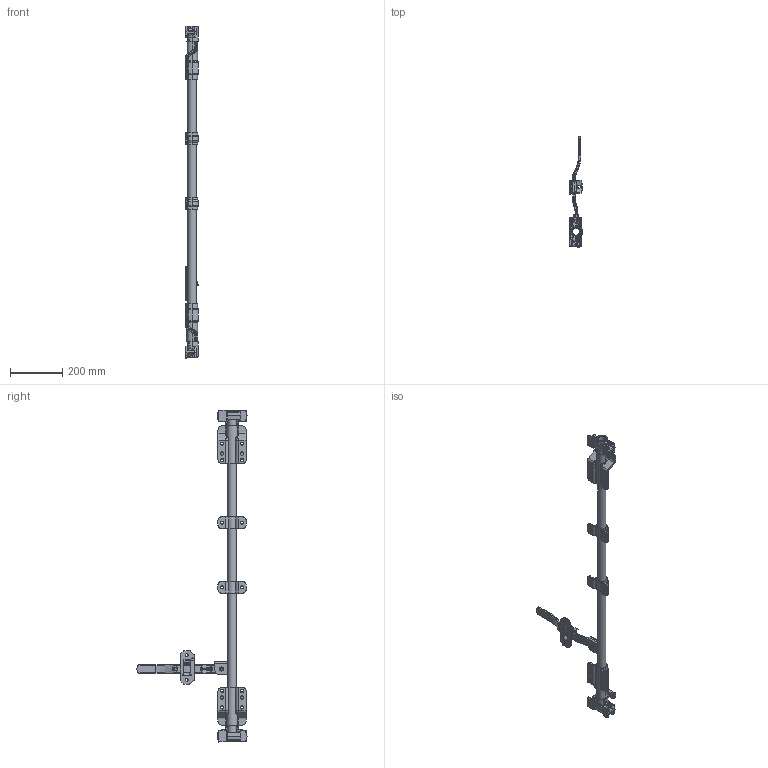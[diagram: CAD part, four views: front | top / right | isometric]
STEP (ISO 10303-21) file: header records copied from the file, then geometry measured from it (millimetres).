
FILE_DESCRIPTION(/* description */ ('CAM DOOR LOCK KIT'),/* implementation_level */ '2;1');
FILE_NAME(/* name */ '1969-R ROD 1969-P24.stp',/* time_stamp */ '2023-11-29T10:14:45-05:00',/* author */ ('dtinay'),/* organization */ ('Eberhard Manufacturing Company'),/* preprocessor_version */ 'ST-DEVELOPER v20',/* originating_system */ 'Autodesk Inventor 2024',/* authorisation */ '');
FILE_SCHEMA (('AUTOMOTIVE_DESIGN { 1 0 10303 214 3 1 1 }'));
Length unit declared in the file: inch
Products named in the file (15): 1969-R ROD 1969-P24; 1969-14; 1969-6X; 1969-4X; 1969-7X; 1969-8; 1969-9X; 1969-10; 1969-11; 1969-39; 5625-17; 5622-16; 1969-5; 1969-2X; 1969-1 COINED
Assembly tree (20 placements, depth 2):
  1969-R ROD 1969-P24
    1969-14
    1969-2X  x2
    1969-6X
    1969-4X
    1969-7X
    1969-8  x2
    1969-9X  x2
    1969-10  x2
    1969-11  x2
    1969-39
    5625-17
    5622-16
    1969-5
    1969-1 COINED  x2
Bounding box: 49.76 x 422.82 x 1273.62 mm (x, y, z)
Volume: 1093730.8 mm3; surface area: 608428.8 mm2
Topology: 20 solids, 20 shells, 3863 faces, 9821 edges, 6097 vertices
Faces by surface type: plane 1583, bspline 1302, cylinder 702, torus 214, cone 47, sphere 15
Full cylindrical faces by diameter (mm): 2.744 x2, 3.315 x2, 5.885 x2, 6.482 x2, 8.585 x1, 9.525 x1, 9.906 x2, 10.312 x15, 10.338 x1, 11.913 x4, 12.7 x14, 13.589 x1, 14.3 x1, 20.625 x1, 22.225 x1, 27.94 x1, 33.401 x1
Entity records: 77909 total; most frequent: CARTESIAN_POINT 29204, ORIENTED_EDGE 10908, DIRECTION 8320, EDGE_CURVE 5454, VERTEX_POINT 3399, LINE 2928, VECTOR 2928, AXIS2_PLACEMENT_3D 2696
